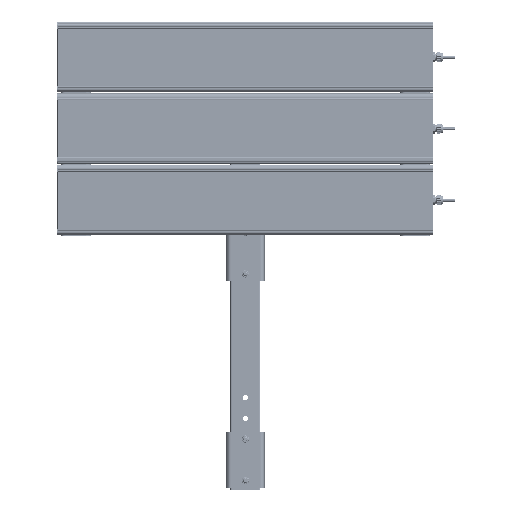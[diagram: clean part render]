
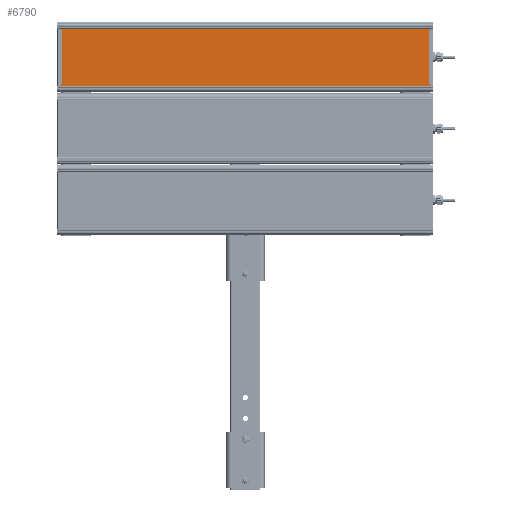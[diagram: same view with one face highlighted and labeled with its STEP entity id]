
A CAD part, front view. The second image highlights one B-rep face of the part: STEP entity #6790.
In plain terms, the highlighted face is planar.
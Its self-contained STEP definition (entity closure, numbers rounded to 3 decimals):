
#6790=ADVANCED_FACE('',(#17201),#17203,.T.);
#17201=FACE_BOUND('',#17202,.T.);
#17202=EDGE_LOOP('',(#50945,#50946,#50947,#50948));
#17203=PLANE('',#17204);
#17204=AXIS2_PLACEMENT_3D('',#17205,#17206,#17207);
#17205=CARTESIAN_POINT('',(2111.497,401.002,-34.582));
#17206=DIRECTION('',(0.,0.,-1.));
#17207=DIRECTION('',(0.,1.,0.));
#50945=ORIENTED_EDGE('',*,*,#60291,.F.);
#50946=ORIENTED_EDGE('',*,*,#60290,.T.);
#50947=ORIENTED_EDGE('',*,*,#60292,.F.);
#50948=ORIENTED_EDGE('',*,*,#60293,.F.);
#60290=EDGE_CURVE('',#67256,#67260,#67262,.T.);
#60291=EDGE_CURVE('',#67256,#67263,#67264,.T.);
#60292=EDGE_CURVE('',#67265,#67260,#67266,.T.);
#60293=EDGE_CURVE('',#67263,#67265,#67267,.T.);
#67256=VERTEX_POINT('',#88318);
#67260=VERTEX_POINT('',#88326);
#67262=LINE('',#88330,#88331);
#67263=VERTEX_POINT('',#88333);
#67264=LINE('',#88334,#88335);
#67265=VERTEX_POINT('',#88337);
#67266=LINE('',#88338,#88339);
#67267=LINE('',#88341,#88342);
#88318=CARTESIAN_POINT('',(2111.497,565.13,-34.582));
#88326=CARTESIAN_POINT('',(3107.497,565.13,-34.582));
#88330=CARTESIAN_POINT('',(2111.497,565.13,-34.582));
#88331=VECTOR('',#88332,1.);
#88332=DIRECTION('',(1.,0.,0.));
#88333=CARTESIAN_POINT('',(2111.497,401.002,-34.582));
#88334=CARTESIAN_POINT('',(2111.497,565.13,-34.582));
#88335=VECTOR('',#88336,1.);
#88336=DIRECTION('',(0.,-1.,0.));
#88337=CARTESIAN_POINT('',(3107.497,401.002,-34.582));
#88338=CARTESIAN_POINT('',(3107.497,401.002,-34.582));
#88339=VECTOR('',#88340,1.);
#88340=DIRECTION('',(0.,1.,0.));
#88341=CARTESIAN_POINT('',(2111.497,401.002,-34.582));
#88342=VECTOR('',#88343,1.);
#88343=DIRECTION('',(1.,0.,0.));
